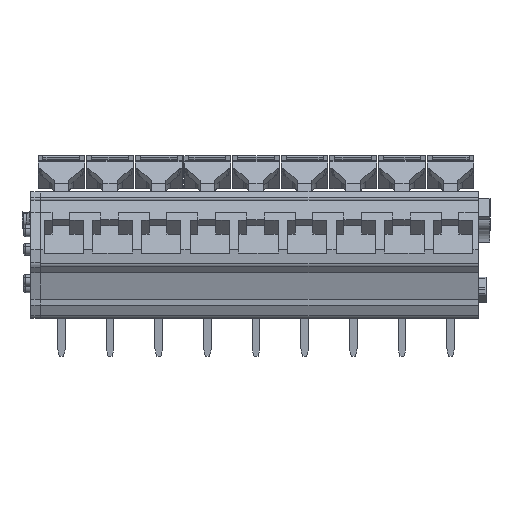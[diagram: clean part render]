
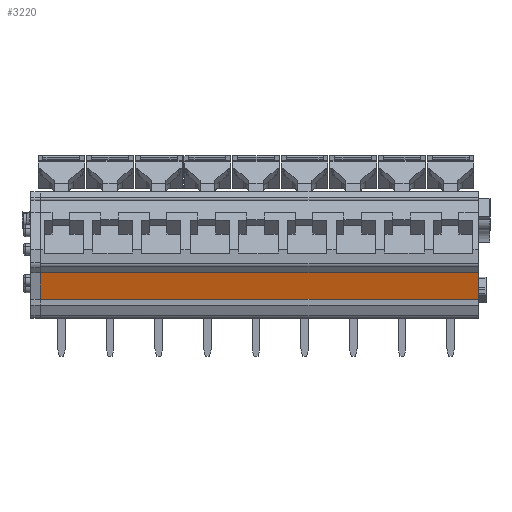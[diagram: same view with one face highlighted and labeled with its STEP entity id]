
A CAD part, front view. The second image highlights one B-rep face of the part: STEP entity #3220.
In plain terms, the highlighted planar face has unit normal (0, -0.966, -0.259).
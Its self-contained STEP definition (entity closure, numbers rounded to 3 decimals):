
#3207=AXIS2_PLACEMENT_3D('Plane Axis2P3D',#3204,#3205,#3206) ;
#779=CARTESIAN_POINT('Vertex',(1.9,1.37,5.863)) ;
#782=CARTESIAN_POINT('Line Origine',(1.9,1.002,7.238)) ;
#786=CARTESIAN_POINT('Vertex',(1.9,0.634,8.613)) ;
#1230=CARTESIAN_POINT('Vertex',(46.9,0.634,8.613)) ;
#1233=CARTESIAN_POINT('Line Origine',(46.9,1.002,7.238)) ;
#1237=CARTESIAN_POINT('Vertex',(46.9,1.37,5.863)) ;
#3191=CARTESIAN_POINT('Line Origine',(24.4,1.37,5.863)) ;
#3204=CARTESIAN_POINT('Axis2P3D Location',(4.05,1.37,5.863)) ;
#3209=CARTESIAN_POINT('Line Origine',(24.4,0.634,8.613)) ;
#783=DIRECTION('Vector Direction',(0.,-0.259,0.966)) ;
#1234=DIRECTION('Vector Direction',(0.,-0.259,0.966)) ;
#3192=DIRECTION('Vector Direction',(-1.,0.,0.)) ;
#3205=DIRECTION('Axis2P3D Direction',(0.,-0.966,-0.259)) ;
#3206=DIRECTION('Axis2P3D XDirection',(0.,-0.259,0.966)) ;
#3210=DIRECTION('Vector Direction',(-1.,0.,0.)) ;
#784=VECTOR('Line Direction',#783,1.) ;
#1235=VECTOR('Line Direction',#1234,1.) ;
#3193=VECTOR('Line Direction',#3192,1.) ;
#3211=VECTOR('Line Direction',#3210,1.) ;
#3215=ORIENTED_EDGE('',*,*,#3195,.F.) ;
#3216=ORIENTED_EDGE('',*,*,#1239,.T.) ;
#3217=ORIENTED_EDGE('',*,*,#3213,.T.) ;
#3218=ORIENTED_EDGE('',*,*,#788,.F.) ;
#3220=ADVANCED_FACE('Housing\\LMZF500-housing',(#3219),#3208,.T.) ;
#788=EDGE_CURVE('',#780,#787,#785,.T.) ;
#1239=EDGE_CURVE('',#1238,#1231,#1236,.T.) ;
#3195=EDGE_CURVE('',#1238,#780,#3194,.T.) ;
#3213=EDGE_CURVE('',#1231,#787,#3212,.T.) ;
#3214=EDGE_LOOP('',(#3215,#3216,#3217,#3218)) ;
#3219=FACE_OUTER_BOUND('',#3214,.T.) ;
#785=LINE('Line',#782,#784) ;
#1236=LINE('Line',#1233,#1235) ;
#3194=LINE('Line',#3191,#3193) ;
#3212=LINE('Line',#3209,#3211) ;
#3208=PLANE('',#3207) ;
#780=VERTEX_POINT('',#779) ;
#787=VERTEX_POINT('',#786) ;
#1231=VERTEX_POINT('',#1230) ;
#1238=VERTEX_POINT('',#1237) ;
